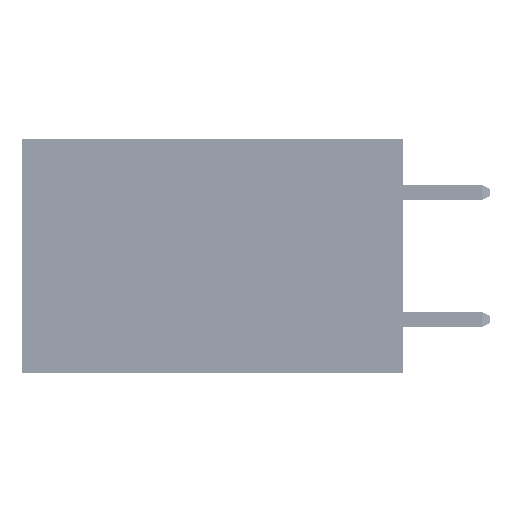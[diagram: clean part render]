
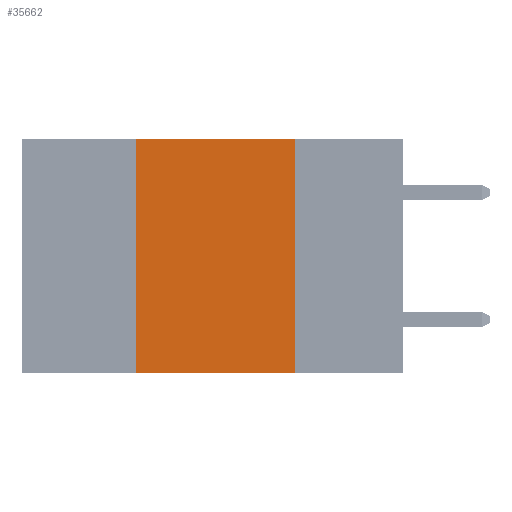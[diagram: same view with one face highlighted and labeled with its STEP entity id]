
A CAD part, left-side view. The second image highlights one B-rep face of the part: STEP entity #35662.
In plain terms, the highlighted planar face has unit normal (-1, 0, 0).
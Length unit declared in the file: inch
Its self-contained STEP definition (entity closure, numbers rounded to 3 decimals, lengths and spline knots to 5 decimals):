
#1312 = VECTOR ( 'NONE', #39955, 39.37008 ) ;
#1686 = DIRECTION ( 'NONE',  ( 0., 0., 1. ) ) ;
#5045 = VERTEX_POINT ( 'NONE', #41928 ) ;
#6586 = PLANE ( 'NONE',  #22011 ) ;
#7815 = VECTOR ( 'NONE', #38025, 39.37008 ) ;
#10420 = EDGE_LOOP ( 'NONE', ( #42759, #50325, #23787, #15233 ) ) ;
#11028 = LINE ( 'NONE', #21328, #44733 ) ;
#11725 = CARTESIAN_POINT ( 'NONE',  ( 0., 0.42, -0.37 ) ) ;
#11905 = CARTESIAN_POINT ( 'NONE',  ( 0., 0.17, -0.37 ) ) ;
#12125 = LINE ( 'NONE', #32155, #24426 ) ;
#13938 = LINE ( 'NONE', #18004, #7815 ) ;
#15233 = ORIENTED_EDGE ( 'NONE', *, *, #16763, .T. ) ;
#15308 = EDGE_CURVE ( 'NONE', #35296, #45262, #37440, .T. ) ;
#16763 = EDGE_CURVE ( 'NONE', #31048, #45262, #12125, .T. ) ;
#18004 = CARTESIAN_POINT ( 'NONE',  ( 0., 0.6, 0. ) ) ;
#21328 = CARTESIAN_POINT ( 'NONE',  ( 0., 0.42, 0. ) ) ;
#22011 = AXIS2_PLACEMENT_3D ( 'NONE', #41663, #34005, #41161 ) ;
#22744 = EDGE_CURVE ( 'NONE', #31048, #5045, #11028, .T. ) ;
#23787 = ORIENTED_EDGE ( 'NONE', *, *, #22744, .F. ) ;
#24092 = DIRECTION ( 'NONE',  ( 0., -1., 0. ) ) ;
#24324 = FACE_OUTER_BOUND ( 'NONE', #10420, .T. ) ;
#24426 = VECTOR ( 'NONE', #24092, 39.37008 ) ;
#31048 = VERTEX_POINT ( 'NONE', #11725 ) ;
#32155 = CARTESIAN_POINT ( 'NONE',  ( 0., 0.6, -0.37 ) ) ;
#34005 = DIRECTION ( 'NONE',  ( 1., 0., 0. ) ) ;
#35196 = EDGE_CURVE ( 'NONE', #5045, #35296, #13938, .T. ) ;
#35296 = VERTEX_POINT ( 'NONE', #42106 ) ;
#35662 = ADVANCED_FACE ( 'NONE', ( #24324 ), #6586, .F. ) ;
#37440 = LINE ( 'NONE', #43887, #1312 ) ;
#38025 = DIRECTION ( 'NONE',  ( 0., -1., 0. ) ) ;
#39955 = DIRECTION ( 'NONE',  ( 0., 0., -1. ) ) ;
#41161 = DIRECTION ( 'NONE',  ( 0., 0., -1. ) ) ;
#41663 = CARTESIAN_POINT ( 'NONE',  ( 0., 0.6, 0. ) ) ;
#41928 = CARTESIAN_POINT ( 'NONE',  ( 0., 0.42, 0. ) ) ;
#42106 = CARTESIAN_POINT ( 'NONE',  ( 0., 0.17, 0. ) ) ;
#42759 = ORIENTED_EDGE ( 'NONE', *, *, #15308, .F. ) ;
#43887 = CARTESIAN_POINT ( 'NONE',  ( 0., 0.17, 0. ) ) ;
#44733 = VECTOR ( 'NONE', #1686, 39.37008 ) ;
#45262 = VERTEX_POINT ( 'NONE', #11905 ) ;
#50325 = ORIENTED_EDGE ( 'NONE', *, *, #35196, .F. ) ;
